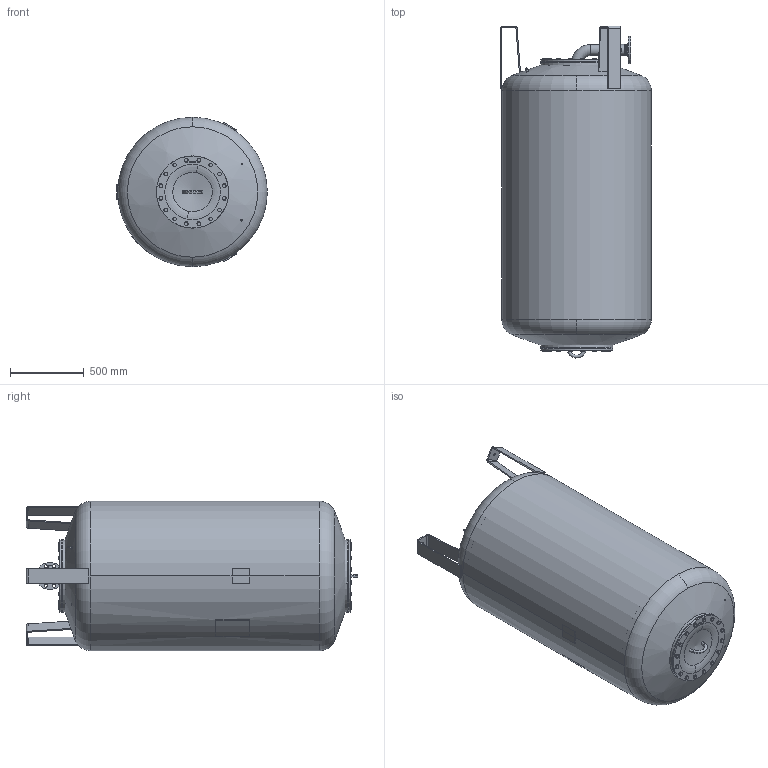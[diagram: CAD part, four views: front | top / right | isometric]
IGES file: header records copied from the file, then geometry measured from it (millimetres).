
Global section: file name: No Iges File Name specified; native system: Autodesk Inventor 2009; preprocessor: AutoDesk Inventor Iges Exporter R2009; author: CADJOBServer; date: 20091015.173606; units: millimetre
Bounding box: 1023.78 x 2256.14 x 1016 mm (x, y, z)
Volume: 85371809.9 mm3; surface area: 21806341.5 mm2
Topology: 43 solids, 43 shells, 1851 faces, 4587 edges, 2984 vertices
Faces by surface type: plane 716, bspline 400, cone 294, cylinder 243, revolution 115, torus 78, sphere 5
